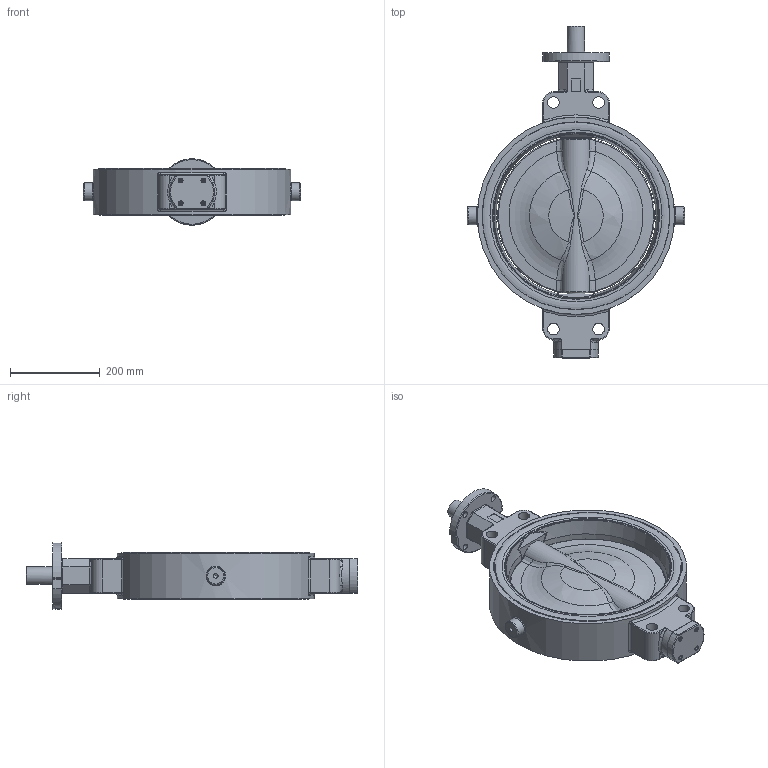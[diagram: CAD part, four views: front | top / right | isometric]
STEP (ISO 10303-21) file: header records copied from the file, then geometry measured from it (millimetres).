
FILE_DESCRIPTION((''),'2;1');
FILE_NAME('Z411 DN400 Da400 SDR17-33.stp','2014-08-08T09:24:55',('zank'),(''),'Autodesk Inventor 2013','Autodesk Inventor 2013','');
FILE_SCHEMA(('AUTOMOTIVE_DESIGN { 1 0 10303 214 1 1 1 1 }'));
Length unit declared in the file: millimetre
Products named in the file (14): Z411 Da 400 SDR33; Z71F-400-0000-20; ME1F-400-0001-20; 018-000-029E; O-Ring 40x4; 018-000-253E; KAXF-400-0004-40; DIN 912  (Regelgewinde) - ersetzt durch DIN EN ISO 4762 M6 x 20; ST3F-400-0005-20; WTVS-400-0012-31; KRXF-400-0002-46; O-Ring 35x3; KRXF-400-0009-40; O-Ring 54x3
Assembly tree (22 placements, depth 2):
  Z411 Da 400 SDR33
    Z71F-400-0000-20
    ME1F-400-0001-20
    018-000-029E  x2
    O-Ring 40x4  x2
    018-000-253E  x4
    KAXF-400-0004-40
    DIN 912  (Regelgewinde) - ersetzt durch DIN EN ISO 4762 M6 x 20  x4
    ST3F-400-0005-20
    WTVS-400-0012-31
    KRXF-400-0002-46
    O-Ring 35x3  x2
    KRXF-400-0009-40
    O-Ring 54x3
Bounding box: 484 x 740.1 x 147.73 mm (x, y, z)
Volume: 10258671.8 mm3; surface area: 1438533 mm2
Topology: 23 solids, 23 shells, 5386 faces, 15682 edges, 10379 vertices
Faces by surface type: plane 4856, cylinder 210, bspline 167, torus 84, cone 63, sphere 6
Full cylindrical faces by diameter (mm): 4.917 x4, 6 x4, 6.6 x4, 10 x4, 10.106 x2, 11 x4, 13.5 x4, 25 x1, 26 x4, 30 x3, 32 x1, 34 x1, 35 x2, 35.5 x2, 39.5 x2, 40 x10, 40.1 x6, 40.2 x6, 40.35 x4, 42.5 x1, 44.95 x4, 45 x2, 46 x2, 47 x2, 48 x1, 50 x4, 53 x1, 56 x2, 56.2 x2, 60 x1
Entity records: 76336 total; most frequent: CARTESIAN_POINT 30979, ORIENTED_EDGE 9748, DIRECTION 8307, EDGE_CURVE 4874, VECTOR 3863, LINE 3863, VERTEX_POINT 3267, AXIS2_PLACEMENT_3D 2222
